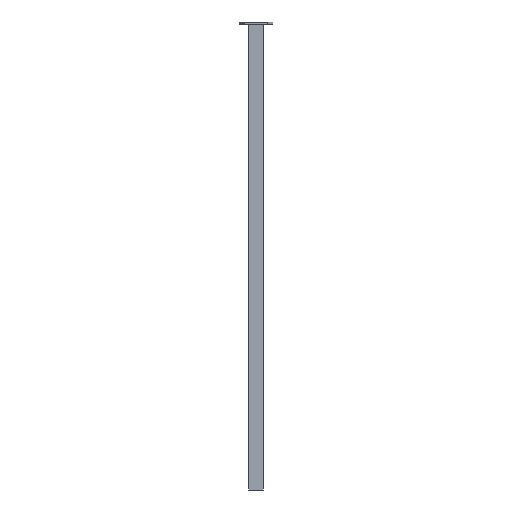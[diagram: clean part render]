
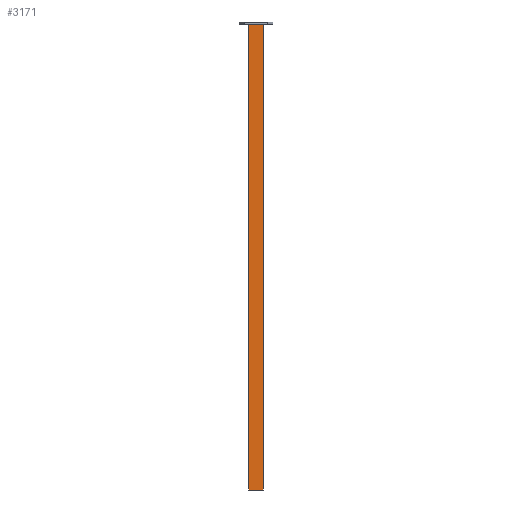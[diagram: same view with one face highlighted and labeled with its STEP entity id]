
A CAD part, front view. The second image highlights one B-rep face of the part: STEP entity #3171.
In plain terms, the highlighted planar face has unit normal (0, -1, 0).
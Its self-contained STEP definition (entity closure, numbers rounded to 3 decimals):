
#434 = CARTESIAN_POINT ( 'NONE',  ( 21., -40., 1396. ) ) ;
#436 = CARTESIAN_POINT ( 'NONE',  ( 21., -40., 0. ) ) ;
#439 = DIRECTION ( 'NONE',  ( 1., 0., 0. ) ) ;
#440 = DIRECTION ( 'NONE',  ( 1., 0., 0. ) ) ;
#443 = CARTESIAN_POINT ( 'NONE',  ( -21., -40., 1396. ) ) ;
#444 = DIRECTION ( 'NONE',  ( 0., 0., -1. ) ) ;
#942 = LINE ( 'NONE', #1730, #945 ) ;
#945 = VECTOR ( 'NONE', #1732, 1000. ) ;
#1730 = CARTESIAN_POINT ( 'NONE',  ( 21., -40., 1396. ) ) ;
#1732 = DIRECTION ( 'NONE',  ( 0., 0., -1. ) ) ;
#2273 = CARTESIAN_POINT ( 'NONE',  ( -21., -40., 0. ) ) ;
#2287 = CARTESIAN_POINT ( 'NONE',  ( 21., -40., 1396. ) ) ;
#2293 = CARTESIAN_POINT ( 'NONE',  ( 21., -40., 0. ) ) ;
#2349 = CARTESIAN_POINT ( 'NONE',  ( -21., -40., 1396. ) ) ;
#2449 = VERTEX_POINT ( 'NONE', #2273 ) ;
#2467 = VERTEX_POINT ( 'NONE', #2287 ) ;
#2473 = VERTEX_POINT ( 'NONE', #2293 ) ;
#2574 = VERTEX_POINT ( 'NONE', #2349 ) ;
#2633 = CARTESIAN_POINT ( 'NONE',  ( 21., -40., 1396. ) ) ;
#2640 = PLANE ( 'NONE',  #3815 ) ;
#2642 = DIRECTION ( 'NONE',  ( 0., 1., 0. ) ) ;
#2643 = DIRECTION ( 'NONE',  ( -1., 0., 0. ) ) ;
#3171 = ADVANCED_FACE ( 'NONE', ( #4768 ), #2640, .F. ) ;
#3434 = EDGE_CURVE ( 'NONE', #2574, #2467, #5243, .T. ) ;
#3435 = EDGE_CURVE ( 'NONE', #2449, #2473, #5245, .T. ) ;
#3437 = EDGE_CURVE ( 'NONE', #2574, #2449, #5251, .T. ) ;
#3713 = EDGE_CURVE ( 'NONE', #2467, #2473, #942, .T. ) ;
#3815 = AXIS2_PLACEMENT_3D ( 'NONE', #2633, #2642, #2643 ) ;
#4768 = FACE_OUTER_BOUND ( 'NONE', #5624, .T. ) ;
#5243 = LINE ( 'NONE', #434, #5248 ) ;
#5245 = LINE ( 'NONE', #436, #5250 ) ;
#5248 = VECTOR ( 'NONE', #439, 1000. ) ;
#5250 = VECTOR ( 'NONE', #440, 1000. ) ;
#5251 = LINE ( 'NONE', #443, #5254 ) ;
#5254 = VECTOR ( 'NONE', #444, 1000. ) ;
#5552 = ORIENTED_EDGE ( 'NONE', *, *, #3435, .T. ) ;
#5553 = ORIENTED_EDGE ( 'NONE', *, *, #3713, .F. ) ;
#5554 = ORIENTED_EDGE ( 'NONE', *, *, #3434, .F. ) ;
#5555 = ORIENTED_EDGE ( 'NONE', *, *, #3437, .T. ) ;
#5624 = EDGE_LOOP ( 'NONE', ( #5552, #5553, #5554, #5555 ) ) ;
